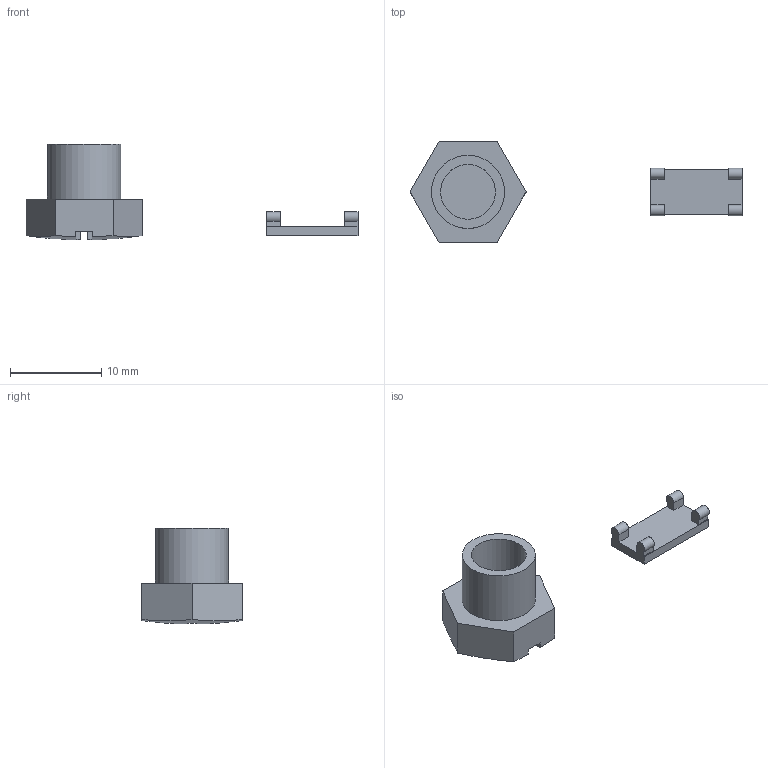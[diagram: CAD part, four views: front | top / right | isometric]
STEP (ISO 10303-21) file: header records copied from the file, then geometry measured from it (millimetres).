
FILE_DESCRIPTION(/* description */ (''),/* implementation_level */ '2;1');
FILE_NAME(/* name */ 'ipf_z3d_AV000134.stp',/* time_stamp */ '2018-09-20T15:58:15+02:00',/* author */ ('g.aydin'),/* organization */ (''),/* preprocessor_version */ 'ST-DEVELOPER v15.2',/* originating_system */ 'Autodesk Inventor 2014',/* authorisation */ '');
FILE_SCHEMA (('AUTOMOTIVE_DESIGN { 1 0 10303 214 3 1 1 }'));
Length unit declared in the file: millimetre
Products named in the file (1): ipf_z3d_AV000134
Bounding box: 36.35 x 11 x 10.46 mm (x, y, z)
Volume: 615.7 mm3; surface area: 831.5 mm2
Topology: 2 solids, 2 shells, 86 faces, 240 edges, 160 vertices
Faces by surface type: plane 62, cylinder 22, bspline 2
Full cylindrical faces by diameter (mm): 6 x1, 8 x1
Entity records: 2977 total; most frequent: CARTESIAN_POINT 721, ORIENTED_EDGE 476, DIRECTION 390, EDGE_CURVE 238, VERTEX_POINT 160, LINE 156, VECTOR 156, AXIS2_PLACEMENT_3D 117
